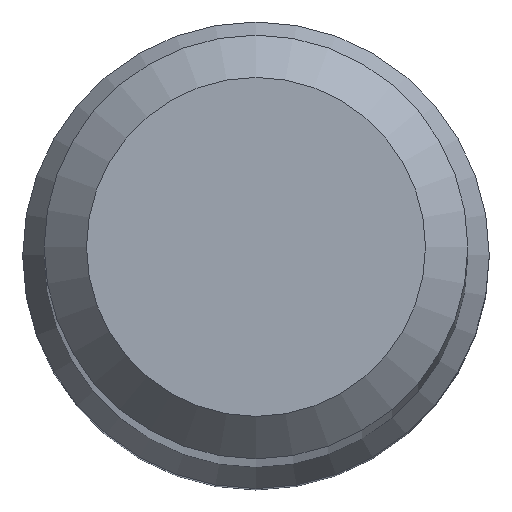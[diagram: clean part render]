
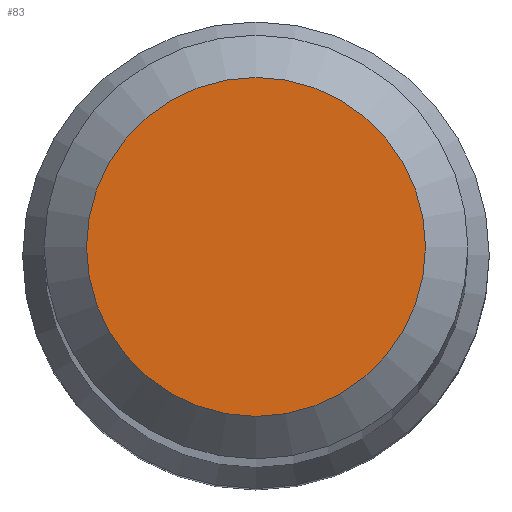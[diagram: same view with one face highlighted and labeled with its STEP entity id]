
A CAD part, top view. The second image highlights one B-rep face of the part: STEP entity #83.
In plain terms, the highlighted planar face has unit normal (0, 0, 1).
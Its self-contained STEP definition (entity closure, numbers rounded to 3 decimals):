
#4 = CARTESIAN_POINT ( 'NONE',  ( 0., 0., 133. ) ) ;
#26 = AXIS2_PLACEMENT_3D ( 'NONE', #102, #101, #151 ) ;
#28 = EDGE_CURVE ( 'NONE', #88, #88, #240, .T. ) ;
#41 = AXIS2_PLACEMENT_3D ( 'NONE', #4, #56, #116 ) ;
#43 = EDGE_LOOP ( 'NONE', ( #52 ) ) ;
#52 = ORIENTED_EDGE ( 'NONE', *, *, #28, .F. ) ;
#56 = DIRECTION ( 'NONE',  ( 0., 0., 1. ) ) ;
#83 = ADVANCED_FACE ( 'NONE', ( #231 ), #214, .T. ) ;
#88 = VERTEX_POINT ( 'NONE', #219 ) ;
#101 = DIRECTION ( 'NONE',  ( 0., 0., -1. ) ) ;
#102 = CARTESIAN_POINT ( 'NONE',  ( 0., 0., 133. ) ) ;
#116 = DIRECTION ( 'NONE',  ( 0., -1., 0. ) ) ;
#151 = DIRECTION ( 'NONE',  ( 0., 1., 0. ) ) ;
#214 = PLANE ( 'NONE',  #41 ) ;
#219 = CARTESIAN_POINT ( 'NONE',  ( 0., 4., 133. ) ) ;
#231 = FACE_OUTER_BOUND ( 'NONE', #43, .T. ) ;
#240 = CIRCLE ( 'NONE', #26, 4. ) ;
